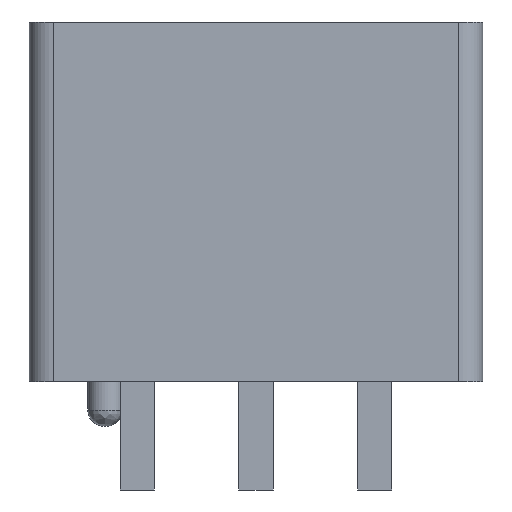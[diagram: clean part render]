
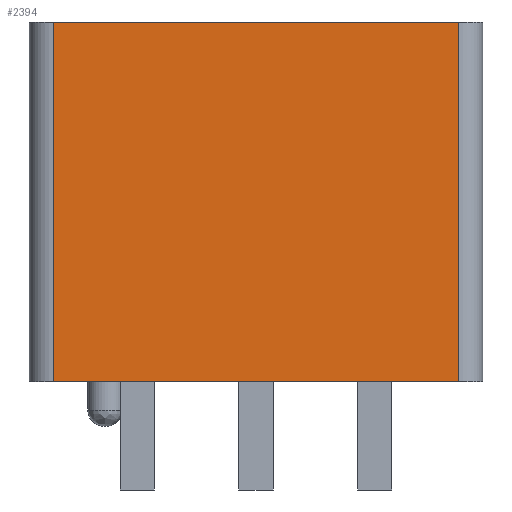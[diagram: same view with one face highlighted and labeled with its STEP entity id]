
A CAD part, front view. The second image highlights one B-rep face of the part: STEP entity #2394.
In plain terms, the highlighted planar face has unit normal (0, -1, 0).
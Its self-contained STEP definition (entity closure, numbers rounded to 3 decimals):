
#708=DIRECTION('',(1.,0.,0.));
#709=VECTOR('',#708,13.53);
#710=CARTESIAN_POINT('',(-6.765,-3.955,0.));
#711=LINE('',#710,#709);
#764=DIRECTION('',(0.,0.,1.));
#765=VECTOR('',#764,12.);
#766=CARTESIAN_POINT('',(6.765,-3.955,-12.));
#767=LINE('',#766,#765);
#768=DIRECTION('',(0.,0.,1.));
#769=VECTOR('',#768,12.);
#770=CARTESIAN_POINT('',(-6.765,-3.955,-12.));
#771=LINE('',#770,#769);
#786=DIRECTION('',(1.,0.,0.));
#787=VECTOR('',#786,13.53);
#788=CARTESIAN_POINT('',(-6.765,-3.955,-12.));
#789=LINE('',#788,#787);
#988=CARTESIAN_POINT('',(6.765,-3.955,-12.));
#990=VERTEX_POINT('',#988);
#995=CARTESIAN_POINT('',(-6.765,-3.955,-12.));
#997=VERTEX_POINT('',#995);
#1035=CARTESIAN_POINT('',(-6.765,-3.955,0.));
#1036=VERTEX_POINT('',#1035);
#1037=CARTESIAN_POINT('',(6.765,-3.955,0.));
#1038=VERTEX_POINT('',#1037);
#2381=CARTESIAN_POINT('',(-7.565,-3.955,-9.));
#2382=DIRECTION('',(0.,-1.,0.));
#2383=DIRECTION('',(0.,0.,-1.));
#2384=AXIS2_PLACEMENT_3D('',#2381,#2382,#2383);
#2385=PLANE('',#2384);
#2387=ORIENTED_EDGE('',*,*,#2386,.T.);
#2388=ORIENTED_EDGE('',*,*,#2335,.T.);
#2389=ORIENTED_EDGE('',*,*,#2372,.F.);
#2391=ORIENTED_EDGE('',*,*,#2390,.F.);
#2392=EDGE_LOOP('',(#2387,#2388,#2389,#2391));
#2393=FACE_OUTER_BOUND('',#2392,.F.);
#2335=EDGE_CURVE('',#1036,#1038,#711,.T.);
#2372=EDGE_CURVE('',#990,#1038,#767,.T.);
#2386=EDGE_CURVE('',#997,#1036,#771,.T.);
#2390=EDGE_CURVE('',#997,#990,#789,.T.);
#2394=ADVANCED_FACE('',(#2393),#2385,.T.);
